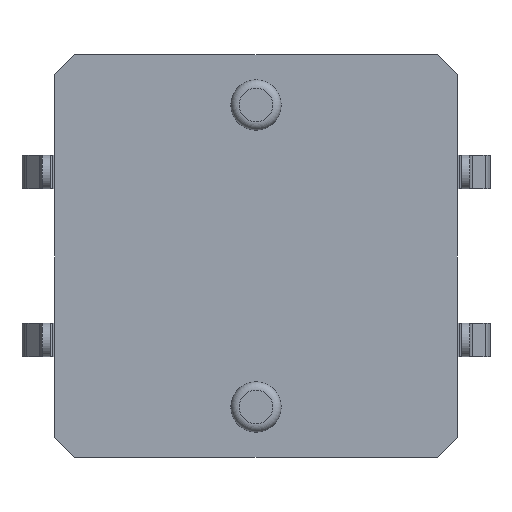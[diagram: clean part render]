
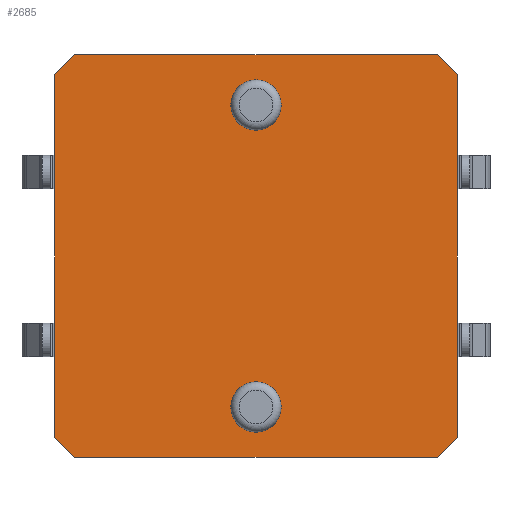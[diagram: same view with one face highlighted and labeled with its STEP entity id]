
A CAD part, front view. The second image highlights one B-rep face of the part: STEP entity #2685.
In plain terms, the highlighted planar face has unit normal (0, -1, 0).
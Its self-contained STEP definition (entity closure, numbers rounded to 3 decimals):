
#41=FACE_BOUND('',#890,.T.);
#42=FACE_BOUND('',#891,.T.);
#71=PLANE('',#2905);
#168=LINE('',#4189,#410);
#171=LINE('',#4194,#413);
#173=LINE('',#4198,#415);
#174=LINE('',#4200,#416);
#175=LINE('',#4202,#417);
#176=LINE('',#4204,#418);
#177=LINE('',#4206,#419);
#178=LINE('',#4207,#420);
#410=VECTOR('',#3315,10.);
#413=VECTOR('',#3320,10.);
#415=VECTOR('',#3324,10.);
#416=VECTOR('',#3325,10.);
#417=VECTOR('',#3326,10.);
#418=VECTOR('',#3327,10.);
#419=VECTOR('',#3328,10.);
#420=VECTOR('',#3329,10.);
#715=FACE_OUTER_BOUND('',#889,.T.);
#889=EDGE_LOOP('',(#1966,#1967,#1968,#1969,#1970,#1971,#1972,#1973));
#890=EDGE_LOOP('',(#1974));
#891=EDGE_LOOP('',(#1975));
#1048=CIRCLE('',#2851,0.75);
#1053=CIRCLE('',#2859,0.75);
#1202=VERTEX_POINT('',#4068);
#1206=VERTEX_POINT('',#4081);
#1241=VERTEX_POINT('',#4187);
#1242=VERTEX_POINT('',#4188);
#1243=VERTEX_POINT('',#4193);
#1244=VERTEX_POINT('',#4197);
#1245=VERTEX_POINT('',#4199);
#1246=VERTEX_POINT('',#4201);
#1247=VERTEX_POINT('',#4203);
#1248=VERTEX_POINT('',#4205);
#1458=EDGE_CURVE('',#1202,#1202,#1048,.T.);
#1464=EDGE_CURVE('',#1206,#1206,#1053,.T.);
#1512=EDGE_CURVE('',#1241,#1242,#168,.T.);
#1515=EDGE_CURVE('',#1243,#1242,#171,.T.);
#1517=EDGE_CURVE('',#1241,#1244,#173,.T.);
#1518=EDGE_CURVE('',#1245,#1244,#174,.T.);
#1519=EDGE_CURVE('',#1245,#1246,#175,.T.);
#1520=EDGE_CURVE('',#1247,#1246,#176,.T.);
#1521=EDGE_CURVE('',#1247,#1248,#177,.T.);
#1522=EDGE_CURVE('',#1243,#1248,#178,.T.);
#1966=ORIENTED_EDGE('',*,*,#1512,.F.);
#1967=ORIENTED_EDGE('',*,*,#1517,.T.);
#1968=ORIENTED_EDGE('',*,*,#1518,.F.);
#1969=ORIENTED_EDGE('',*,*,#1519,.T.);
#1970=ORIENTED_EDGE('',*,*,#1520,.F.);
#1971=ORIENTED_EDGE('',*,*,#1521,.T.);
#1972=ORIENTED_EDGE('',*,*,#1522,.F.);
#1973=ORIENTED_EDGE('',*,*,#1515,.T.);
#1974=ORIENTED_EDGE('',*,*,#1464,.T.);
#1975=ORIENTED_EDGE('',*,*,#1458,.T.);
#2685=ADVANCED_FACE('',(#715,#41,#42),#71,.T.);
#2851=AXIS2_PLACEMENT_3D('',#4070,#3183,#3184);
#2859=AXIS2_PLACEMENT_3D('',#4083,#3200,#3201);
#2905=AXIS2_PLACEMENT_3D('',#4196,#3322,#3323);
#3183=DIRECTION('center_axis',(0.,1.,0.));
#3184=DIRECTION('ref_axis',(1.,0.,0.));
#3200=DIRECTION('center_axis',(0.,1.,0.));
#3201=DIRECTION('ref_axis',(1.,0.,0.));
#3315=DIRECTION('',(-0.707,0.,0.707));
#3320=DIRECTION('',(0.,0.,-1.));
#3322=DIRECTION('center_axis',(0.,-1.,0.));
#3323=DIRECTION('ref_axis',(0.,0.,-1.));
#3324=DIRECTION('',(1.,0.,0.));
#3325=DIRECTION('',(-0.707,0.,-0.707));
#3326=DIRECTION('',(0.,0.,1.));
#3327=DIRECTION('',(0.707,0.,-0.707));
#3328=DIRECTION('',(-1.,0.,0.));
#3329=DIRECTION('',(0.707,0.,0.707));
#4068=CARTESIAN_POINT('',(-0.75,-3.3,-4.5));
#4070=CARTESIAN_POINT('Origin',(0.,-3.3,-4.5));
#4081=CARTESIAN_POINT('',(-0.75,-3.3,4.5));
#4083=CARTESIAN_POINT('Origin',(0.,-3.3,4.5));
#4187=CARTESIAN_POINT('',(-5.4,-3.3,-6.));
#4188=CARTESIAN_POINT('',(-6.,-3.3,-5.4));
#4189=CARTESIAN_POINT('',(-5.7,-3.3,-5.7));
#4193=CARTESIAN_POINT('',(-6.,-3.3,5.4));
#4194=CARTESIAN_POINT('',(-6.,-3.3,6.));
#4196=CARTESIAN_POINT('Origin',(0.,-3.3,0.));
#4197=CARTESIAN_POINT('',(5.4,-3.3,-6.));
#4198=CARTESIAN_POINT('',(-6.,-3.3,-6.));
#4199=CARTESIAN_POINT('',(6.,-3.3,-5.4));
#4200=CARTESIAN_POINT('',(5.7,-3.3,-5.7));
#4201=CARTESIAN_POINT('',(6.,-3.3,5.4));
#4202=CARTESIAN_POINT('',(6.,-3.3,-6.));
#4203=CARTESIAN_POINT('',(5.4,-3.3,6.));
#4204=CARTESIAN_POINT('',(5.7,-3.3,5.7));
#4205=CARTESIAN_POINT('',(-5.4,-3.3,6.));
#4206=CARTESIAN_POINT('',(6.,-3.3,6.));
#4207=CARTESIAN_POINT('',(-5.7,-3.3,5.7));
